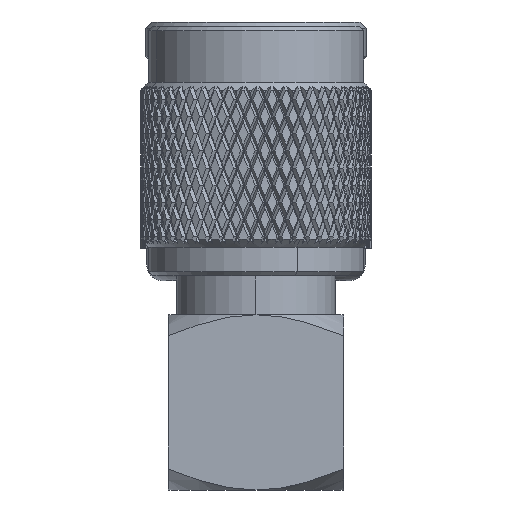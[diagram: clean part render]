
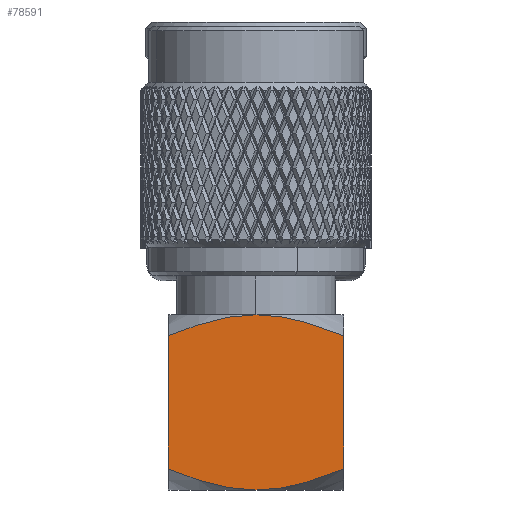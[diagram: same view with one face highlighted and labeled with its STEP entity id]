
A CAD part, left-side view. The second image highlights one B-rep face of the part: STEP entity #78591.
In plain terms, the highlighted face is planar.
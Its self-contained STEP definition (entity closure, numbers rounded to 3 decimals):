
#2369 = ORIENTED_EDGE ( 'NONE', *, *, #69864, .T. ) ;
#3758 = EDGE_CURVE ( 'NONE', #38289, #103290, #33160, .T. ) ;
#6424 = CARTESIAN_POINT ( 'NONE',  ( 4.185, 5.5, -5.5 ) ) ;
#12701 = CARTESIAN_POINT ( 'NONE',  ( -5.23, 5.5, -2.353 ) ) ;
#12980 = CARTESIAN_POINT ( 'NONE',  ( 5.23, 5.5, -2.353 ) ) ;
#13859 = CARTESIAN_POINT ( 'NONE',  ( -4.364, 5.5, 5.06 ) ) ;
#14615 = CARTESIAN_POINT ( 'NONE',  ( 4.364, 5.5, 5.06 ) ) ;
#20523 = CARTESIAN_POINT ( 'NONE',  ( 5.5, 5.5, 0. ) ) ;
#21127 = CARTESIAN_POINT ( 'NONE',  ( 5.463, 5.5, -0.953 ) ) ;
#21749 = CARTESIAN_POINT ( 'NONE',  ( 5.328, 5.5, -1.891 ) ) ;
#22248 = CARTESIAN_POINT ( 'NONE',  ( -4.185, 5.5, -5.5 ) ) ;
#22372 = CARTESIAN_POINT ( 'NONE',  ( 5.5, 5.5, -0.473 ) ) ;
#22696 = CARTESIAN_POINT ( 'NONE',  ( -4.869, 5.5, -3.724 ) ) ;
#22746 = VERTEX_POINT ( 'NONE', #83848 ) ;
#22788 = CARTESIAN_POINT ( 'NONE',  ( 5.5, 5.5, 0. ) ) ;
#28529 = LINE ( 'NONE', #39758, #74677 ) ;
#30858 = CARTESIAN_POINT ( 'NONE',  ( -5.5, 5.5, 0. ) ) ;
#32639 = CARTESIAN_POINT ( 'NONE',  ( -4.992, 5.5, 3.259 ) ) ;
#33160 = LINE ( 'NONE', #53724, #91117 ) ;
#35611 = DIRECTION ( 'NONE',  ( -1., 0., 0. ) ) ;
#36296 = CARTESIAN_POINT ( 'NONE',  ( -4.185, 5.5, 5.5 ) ) ;
#38289 = VERTEX_POINT ( 'NONE', #6424 ) ;
#39530 = CARTESIAN_POINT ( 'NONE',  ( 5.5, 5.5, 0. ) ) ;
#39758 = CARTESIAN_POINT ( 'NONE',  ( -5.5, 5.5, 5.5 ) ) ;
#42604 = CARTESIAN_POINT ( 'NONE',  ( -5.5, 5.5, 0.954 ) ) ;
#43076 = EDGE_CURVE ( 'NONE', #76228, #114436, #76141, .T. ) ;
#44379 = EDGE_LOOP ( 'NONE', ( #80665, #2369, #103556, #105904, #84086, #45948 ) ) ;
#45769 = AXIS2_PLACEMENT_3D ( 'NONE', #65484, #64276, #93055 ) ;
#45948 = ORIENTED_EDGE ( 'NONE', *, *, #43076, .F. ) ;
#49272 = CARTESIAN_POINT ( 'NONE',  ( 4.543, 5.5, -4.622 ) ) ;
#52049 = CARTESIAN_POINT ( 'NONE',  ( -4.185, 5.5, -5.5 ) ) ;
#52740 = CARTESIAN_POINT ( 'NONE',  ( 5.352, 5.5, 1.885 ) ) ;
#53348 = CARTESIAN_POINT ( 'NONE',  ( 4.535, 5.5, 4.616 ) ) ;
#53709 = B_SPLINE_CURVE_WITH_KNOTS ( 'NONE', 3,
 ( #30858, #69541, #71355, #117716, #12701, #22696, #89532, #52049 ),
 .UNSPECIFIED., .F., .F.,
 ( 4, 2, 2, 4 ),
 ( 0.02, 0.021, 0.023, 0.026 ),
 .UNSPECIFIED. ) ;
#53724 = CARTESIAN_POINT ( 'NONE',  ( -5.5, 5.5, -5.5 ) ) ;
#56983 = B_SPLINE_CURVE_WITH_KNOTS ( 'NONE', 3,
 ( #20523, #22372, #21127, #21749, #12980, #99221, #49272, #116775 ),
 .UNSPECIFIED., .F., .F.,
 ( 4, 2, 2, 4 ),
 ( 0.02, 0.021, 0.023, 0.026 ),
 .UNSPECIFIED. ) ;
#60878 = CARTESIAN_POINT ( 'NONE',  ( 4.185, 5.5, 5.5 ) ) ;
#61936 = CARTESIAN_POINT ( 'NONE',  ( -5.352, 5.5, 1.885 ) ) ;
#64276 = DIRECTION ( 'NONE',  ( 0., -1., 0. ) ) ;
#65484 = CARTESIAN_POINT ( 'NONE',  ( -5.5, 5.5, 5.5 ) ) ;
#69541 = CARTESIAN_POINT ( 'NONE',  ( -5.5, 5.5, -0.473 ) ) ;
#69864 = EDGE_CURVE ( 'NONE', #22746, #121645, #93541, .T. ) ;
#70702 = CARTESIAN_POINT ( 'NONE',  ( -5.5, 5.5, 0. ) ) ;
#71355 = CARTESIAN_POINT ( 'NONE',  ( -5.463, 5.5, -0.953 ) ) ;
#74677 = VECTOR ( 'NONE', #114180, 1000. ) ;
#76141 = B_SPLINE_CURVE_WITH_KNOTS ( 'NONE', 3,
 ( #118258, #13859, #90694, #89465, #32639, #61936, #42604, #70702 ),
 .UNSPECIFIED., .F., .F.,
 ( 4, 2, 2, 4 ),
 ( 0.014, 0.016, 0.017, 0.02 ),
 .UNSPECIFIED. ) ;
#76228 = VERTEX_POINT ( 'NONE', #36296 ) ;
#78591 = ADVANCED_FACE ( 'NONE', ( #113070 ), #83652, .F. ) ;
#80665 = ORIENTED_EDGE ( 'NONE', *, *, #93330, .F. ) ;
#81306 = EDGE_CURVE ( 'NONE', #121645, #38289, #56983, .T. ) ;
#83652 = PLANE ( 'NONE',  #45769 ) ;
#83848 = CARTESIAN_POINT ( 'NONE',  ( 4.185, 5.5, 5.5 ) ) ;
#84086 = ORIENTED_EDGE ( 'NONE', *, *, #90377, .F. ) ;
#89465 = CARTESIAN_POINT ( 'NONE',  ( -4.849, 5.5, 3.715 ) ) ;
#89532 = CARTESIAN_POINT ( 'NONE',  ( -4.543, 5.5, -4.622 ) ) ;
#89621 = CARTESIAN_POINT ( 'NONE',  ( 4.849, 5.5, 3.715 ) ) ;
#90377 = EDGE_CURVE ( 'NONE', #114436, #103290, #53709, .T. ) ;
#90694 = CARTESIAN_POINT ( 'NONE',  ( -4.535, 5.5, 4.616 ) ) ;
#91117 = VECTOR ( 'NONE', #35611, 1000. ) ;
#93055 = DIRECTION ( 'NONE',  ( 0., 0., -1. ) ) ;
#93330 = EDGE_CURVE ( 'NONE', #22746, #76228, #28529, .T. ) ;
#93541 = B_SPLINE_CURVE_WITH_KNOTS ( 'NONE', 3,
 ( #60878, #14615, #53348, #89621, #109661, #52740, #119646, #22788 ),
 .UNSPECIFIED., .F., .F.,
 ( 4, 2, 2, 4 ),
 ( 0.014, 0.016, 0.017, 0.02 ),
 .UNSPECIFIED. ) ;
#99221 = CARTESIAN_POINT ( 'NONE',  ( 4.869, 5.5, -3.724 ) ) ;
#103290 = VERTEX_POINT ( 'NONE', #22248 ) ;
#103556 = ORIENTED_EDGE ( 'NONE', *, *, #81306, .T. ) ;
#105904 = ORIENTED_EDGE ( 'NONE', *, *, #3758, .T. ) ;
#109661 = CARTESIAN_POINT ( 'NONE',  ( 4.992, 5.5, 3.259 ) ) ;
#113070 = FACE_OUTER_BOUND ( 'NONE', #44379, .T. ) ;
#114180 = DIRECTION ( 'NONE',  ( -1., 0., 0. ) ) ;
#114436 = VERTEX_POINT ( 'NONE', #117682 ) ;
#116775 = CARTESIAN_POINT ( 'NONE',  ( 4.185, 5.5, -5.5 ) ) ;
#117682 = CARTESIAN_POINT ( 'NONE',  ( -5.5, 5.5, 0. ) ) ;
#117716 = CARTESIAN_POINT ( 'NONE',  ( -5.328, 5.5, -1.891 ) ) ;
#118258 = CARTESIAN_POINT ( 'NONE',  ( -4.185, 5.5, 5.5 ) ) ;
#119646 = CARTESIAN_POINT ( 'NONE',  ( 5.5, 5.5, 0.954 ) ) ;
#121645 = VERTEX_POINT ( 'NONE', #39530 ) ;
